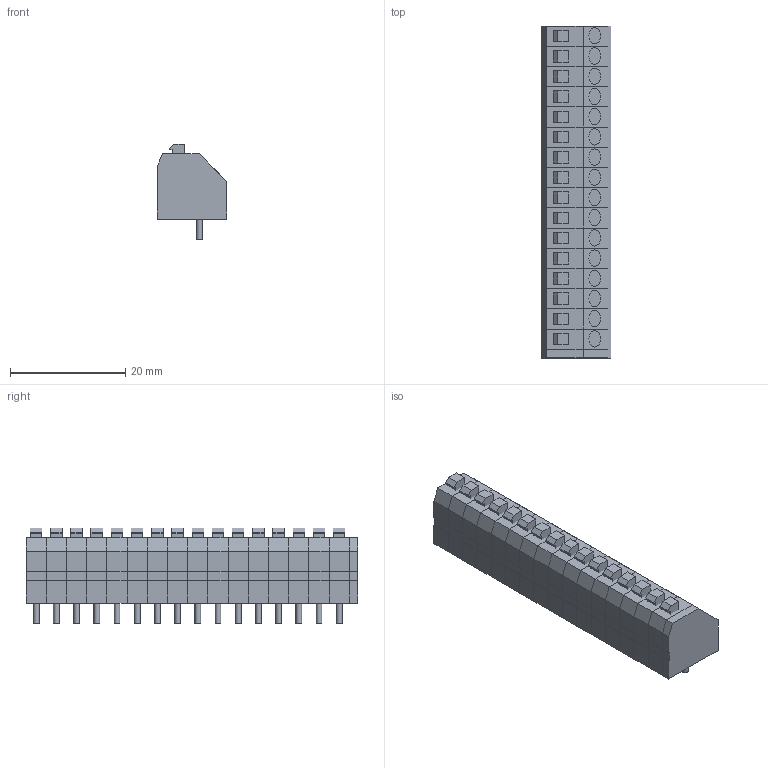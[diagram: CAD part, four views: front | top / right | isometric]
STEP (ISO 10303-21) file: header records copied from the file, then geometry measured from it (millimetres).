
FILE_DESCRIPTION(/* description */ (''),/* implementation_level */ '2;1');
FILE_NAME(/* name */ '16 position connector 3.5mm v3.step',/* time_stamp */ '2024-04-30T15:57:58-05:00',/* author */ (''),/* organization */ (''),/* preprocessor_version */ 'ST-DEVELOPER v20',/* originating_system */ 'Autodesk Translation Framework v12.20.1.177',/* authorisation */ '');
FILE_SCHEMA (('AUTOMOTIVE_DESIGN { 1 0 10303 214 3 1 1 }'));
Length unit declared in the file: millimetre
Products named in the file (5): 16 position connector 3.5mm; insulator; lock; pin; endcap
Assembly tree (49 placements, depth 2):
  16 position connector 3.5mm
    insulator  x16
    lock  x16
    pin  x16
    endcap
Bounding box: 12.12 x 57.5 x 16.59 mm (x, y, z)
Volume: 7447.1 mm3; surface area: 8496 mm2
Topology: 49 solids, 49 shells, 476 faces, 1086 edges, 724 vertices
Faces by surface type: plane 444, cone 16, cylinder 16
Full cylindrical faces by diameter (mm): 1 x16
Entity records: 1709 total; most frequent: DIRECTION 292, CARTESIAN_POINT 256, ORIENTED_EDGE 192, AXIS2_PLACEMENT_3D 100, EDGE_CURVE 96, LINE 92, VECTOR 92, VERTEX_POINT 64
